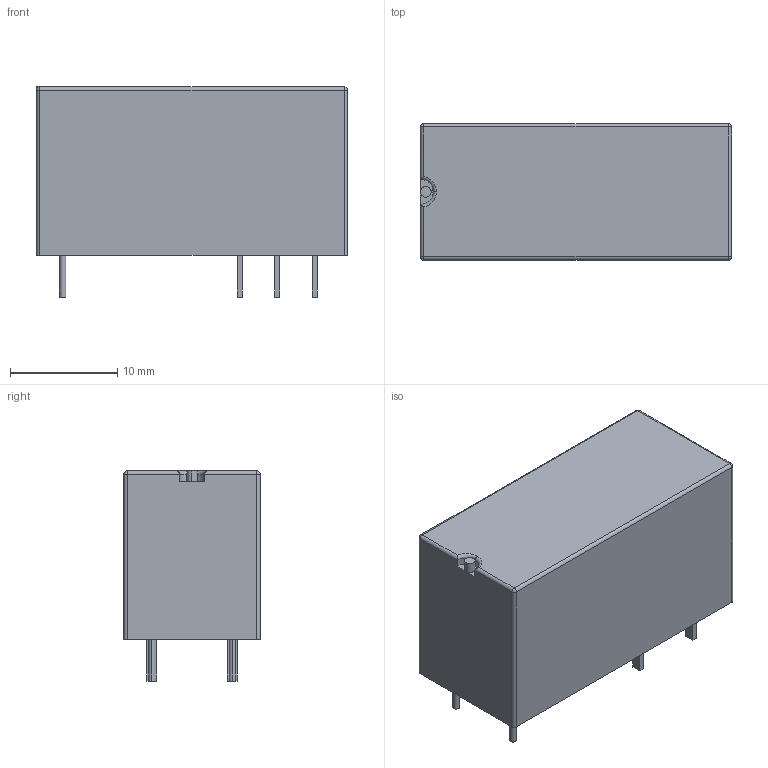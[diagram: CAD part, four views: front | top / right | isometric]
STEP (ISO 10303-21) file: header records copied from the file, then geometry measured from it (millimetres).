
FILE_DESCRIPTION (( 'STEP AP214' ), '1' );
FILE_NAME ('RM87N-1P.STEP', '2015-01-21T08:56:19', ( '' ), ( '' ), 'SwSTEP 2.0', 'SolidWorks 2012', '' );
FILE_SCHEMA (( 'AUTOMOTIVE_DESIGN' ));
Length unit declared in the file: millimetre
Products named in the file (1): RM87N-1P
Bounding box: 29 x 12.7 x 19.6 mm (x, y, z)
Volume: 5785.6 mm3; surface area: 2078.8 mm2
Topology: 1 solids, 1 shells, 48 faces, 110 edges, 65 vertices
Faces by surface type: plane 25, cylinder 17, sphere 4, torus 2
Entity records: 1353 total; most frequent: DIRECTION 237, CARTESIAN_POINT 234, ORIENTED_EDGE 212, EDGE_CURVE 106, AXIS2_PLACEMENT_3D 84, VECTOR 69, LINE 69, VERTEX_POINT 65
